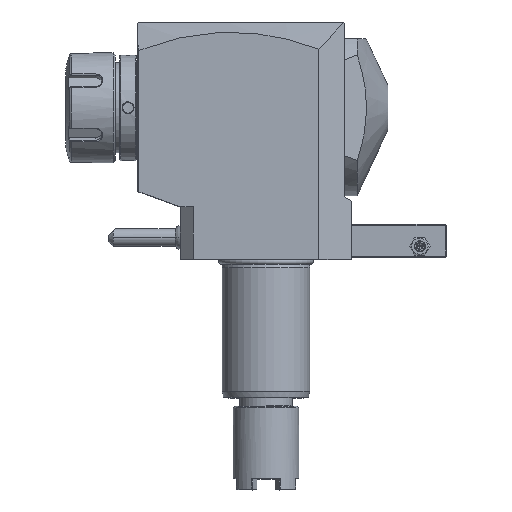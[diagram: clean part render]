
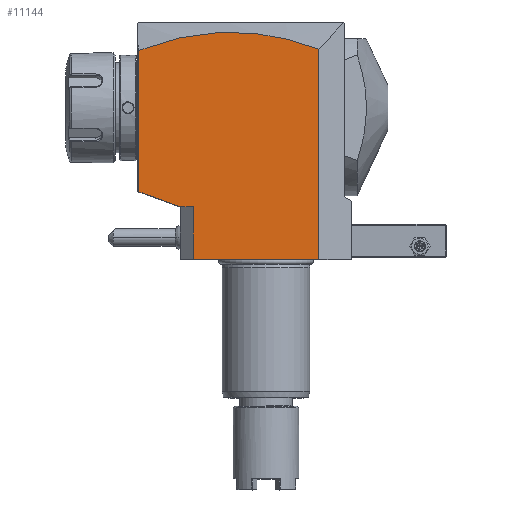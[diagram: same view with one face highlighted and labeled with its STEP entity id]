
A CAD part, top view. The second image highlights one B-rep face of the part: STEP entity #11144.
In plain terms, the highlighted planar face has unit normal (0, 0, 1).
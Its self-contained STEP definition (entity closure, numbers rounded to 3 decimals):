
#29=DIRECTION('',(-1.,0.,0.));
#30=VECTOR('',#29,57.);
#31=CARTESIAN_POINT('',(24.,0.,37.5));
#32=LINE('',#31,#30);
#262=DIRECTION('',(0.,-1.,0.));
#263=VECTOR('',#262,64.359);
#264=CARTESIAN_POINT('',(-57.8,95.092,37.5));
#265=LINE('',#264,#263);
#275=DIRECTION('',(0.94,-0.342,0.));
#276=VECTOR('',#275,19.687);
#277=CARTESIAN_POINT('',(-57.8,30.733,37.5));
#278=LINE('',#277,#276);
#279=CARTESIAN_POINT('',(-57.8,95.092,37.5));
#280=CARTESIAN_POINT('',(-50.998,97.812,37.5));
#281=CARTESIAN_POINT('',(-37.387,101.914,37.5));
#282=CARTESIAN_POINT('',(-16.948,104.059,37.5));
#283=CARTESIAN_POINT('',(3.513,102.192,37.5));
#284=CARTESIAN_POINT('',(17.168,98.259,37.5));
#285=CARTESIAN_POINT('',(24.,95.615,37.5));
#287=DIRECTION('',(0.,-1.,0.));
#288=VECTOR('',#287,95.615);
#289=CARTESIAN_POINT('',(24.,95.615,37.5));
#290=LINE('',#289,#288);
#291=DIRECTION('',(1.,0.,0.));
#292=VECTOR('',#291,6.3);
#293=CARTESIAN_POINT('',(-39.3,24.,37.5));
#294=LINE('',#293,#292);
#303=DIRECTION('',(0.,-1.,0.));
#304=VECTOR('',#303,24.);
#305=CARTESIAN_POINT('',(-33.,24.,37.5));
#306=LINE('',#305,#304);
#10268=VERTEX_POINT('',#279);
#10269=VERTEX_POINT('',#285);
#10284=CARTESIAN_POINT('',(-33.,24.,37.5));
#10285=VERTEX_POINT('',#10284);
#10581=CARTESIAN_POINT('',(24.,0.,37.5));
#10583=VERTEX_POINT('',#10581);
#10584=CARTESIAN_POINT('',(-33.,0.,37.5));
#10585=VERTEX_POINT('',#10584);
#10596=CARTESIAN_POINT('',(-57.8,30.733,37.5));
#10597=CARTESIAN_POINT('',(-39.3,24.,37.5));
#10598=VERTEX_POINT('',#10596);
#10599=VERTEX_POINT('',#10597);
#11126=CARTESIAN_POINT('',(-39.202,24.,37.5));
#11127=DIRECTION('',(0.,0.,1.));
#11128=DIRECTION('',(1.,0.,0.));
#11129=AXIS2_PLACEMENT_3D('',#11126,#11127,#11128);
#11130=PLANE('',#11129);
#11132=ORIENTED_EDGE('',*,*,#11131,.F.);
#11134=ORIENTED_EDGE('',*,*,#11133,.F.);
#11135=ORIENTED_EDGE('',*,*,#11116,.F.);
#11137=ORIENTED_EDGE('',*,*,#11136,.T.);
#11138=ORIENTED_EDGE('',*,*,#10886,.T.);
#11139=ORIENTED_EDGE('',*,*,#10861,.T.);
#11141=ORIENTED_EDGE('',*,*,#11140,.F.);
#11142=EDGE_LOOP('',(#11132,#11134,#11135,#11137,#11138,#11139,#11141));
#11143=FACE_OUTER_BOUND('',#11142,.F.);
#286=B_SPLINE_CURVE_WITH_KNOTS('',3,(#279,#280,#281,#282,#283,#284,#285),
.UNSPECIFIED.,.F.,.F.,(4,1,1,1,4),(0.,0.25,0.5,0.75,1.),
.UNSPECIFIED.);
#10861=EDGE_CURVE('',#10583,#10585,#32,.T.);
#10886=EDGE_CURVE('',#10269,#10583,#290,.T.);
#11116=EDGE_CURVE('',#10268,#10598,#265,.T.);
#11131=EDGE_CURVE('',#10599,#10285,#294,.T.);
#11133=EDGE_CURVE('',#10598,#10599,#278,.T.);
#11136=EDGE_CURVE('',#10268,#10269,#286,.T.);
#11140=EDGE_CURVE('',#10285,#10585,#306,.T.);
#11144=ADVANCED_FACE('',(#11143),#11130,.T.);
